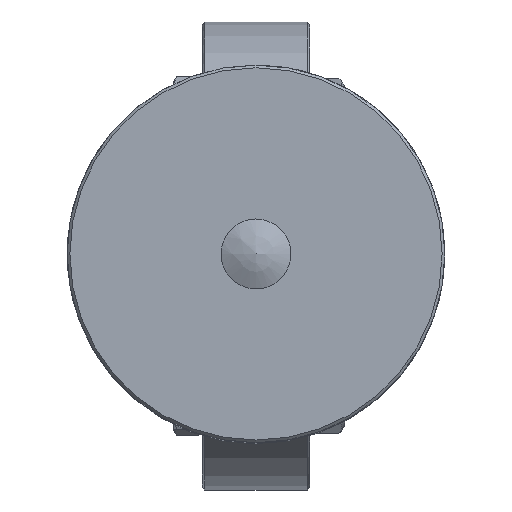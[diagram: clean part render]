
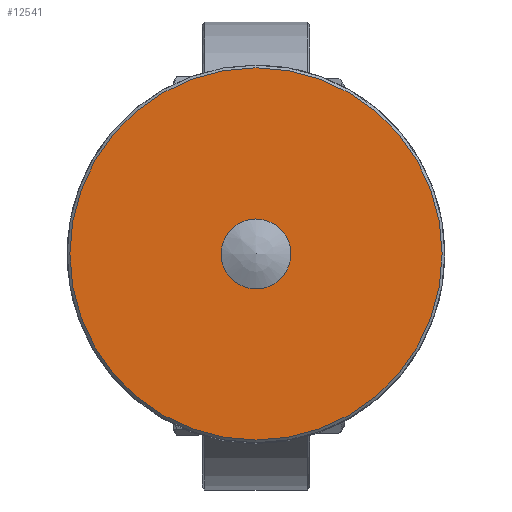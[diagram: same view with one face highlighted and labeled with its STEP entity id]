
A CAD part, top view. The second image highlights one B-rep face of the part: STEP entity #12541.
In plain terms, the highlighted planar face has unit normal (0, 0, 1).
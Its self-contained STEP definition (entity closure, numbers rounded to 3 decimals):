
#591=PLANE('',#13896);
#815=FACE_BOUND('',#2203,.T.);
#1449=FACE_OUTER_BOUND('',#2202,.T.);
#2202=EDGE_LOOP('',(#10615,#10616));
#2203=EDGE_LOOP('',(#10617,#10618));
#2981=CIRCLE('',#13867,6.5);
#2982=CIRCLE('',#13868,6.5);
#2997=CIRCLE('',#13891,34.6);
#2998=CIRCLE('',#13892,34.6);
#5516=VERTEX_POINT('',#22803);
#5517=VERTEX_POINT('',#22805);
#5536=VERTEX_POINT('',#22856);
#5537=VERTEX_POINT('',#22857);
#7237=EDGE_CURVE('',#5517,#5516,#2981,.T.);
#7238=EDGE_CURVE('',#5516,#5517,#2982,.T.);
#7261=EDGE_CURVE('',#5536,#5537,#2997,.T.);
#7262=EDGE_CURVE('',#5537,#5536,#2998,.T.);
#10615=ORIENTED_EDGE('',*,*,#7261,.T.);
#10616=ORIENTED_EDGE('',*,*,#7262,.T.);
#10617=ORIENTED_EDGE('',*,*,#7237,.T.);
#10618=ORIENTED_EDGE('',*,*,#7238,.T.);
#12541=ADVANCED_FACE('',(#1449,#815),#591,.T.);
#13867=AXIS2_PLACEMENT_3D('',#22806,#17150,#17151);
#13868=AXIS2_PLACEMENT_3D('',#22807,#17152,#17153);
#13891=AXIS2_PLACEMENT_3D('',#22858,#17206,#17207);
#13892=AXIS2_PLACEMENT_3D('',#22859,#17208,#17209);
#13896=AXIS2_PLACEMENT_3D('',#22867,#17217,#17218);
#17150=DIRECTION('center_axis',(0.,0.,
-1.));
#17151=DIRECTION('ref_axis',(1.,0.,0.));
#17152=DIRECTION('center_axis',(0.,0.,
-1.));
#17153=DIRECTION('ref_axis',(1.,0.,0.));
#17206=DIRECTION('center_axis',(0.,0.,
1.));
#17207=DIRECTION('ref_axis',(1.,0.,0.));
#17208=DIRECTION('center_axis',(0.,0.,
1.));
#17209=DIRECTION('ref_axis',(1.,0.,0.));
#17217=DIRECTION('center_axis',(0.,0.,
1.));
#17218=DIRECTION('ref_axis',(1.,0.,0.));
#22803=CARTESIAN_POINT('',(-6.5,-0.037,220.5));
#22805=CARTESIAN_POINT('',(0.037,-6.5,220.5));
#22806=CARTESIAN_POINT('Origin',(0.,0.,
220.5));
#22807=CARTESIAN_POINT('Origin',(0.,0.,
220.5));
#22856=CARTESIAN_POINT('',(34.6,0.,220.5));
#22857=CARTESIAN_POINT('',(-34.6,0.,220.5));
#22858=CARTESIAN_POINT('Origin',(0.,0.,
220.5));
#22859=CARTESIAN_POINT('Origin',(0.,0.,
220.5));
#22867=CARTESIAN_POINT('Origin',(0.,-17.55,
220.5));
